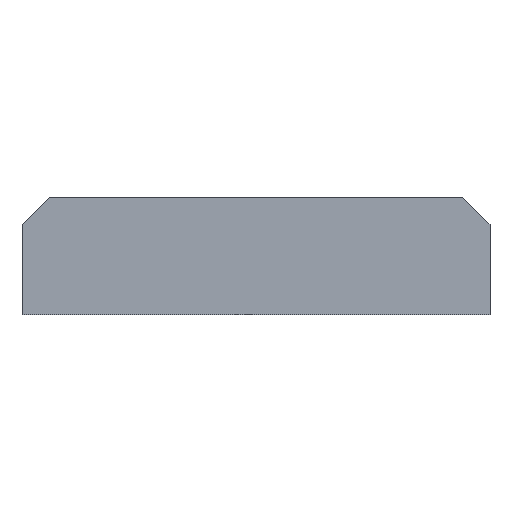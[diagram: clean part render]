
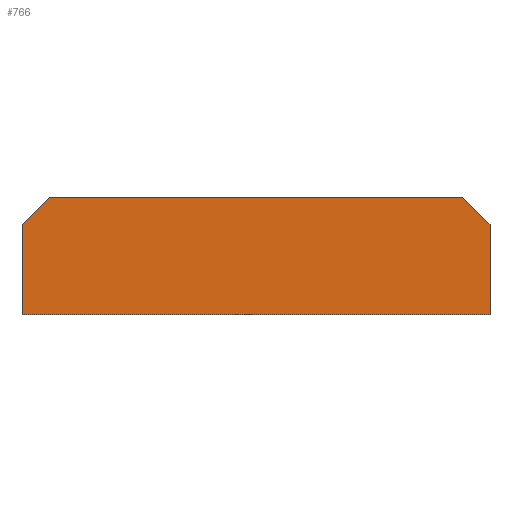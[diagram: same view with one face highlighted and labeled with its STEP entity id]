
A CAD part, left-side view. The second image highlights one B-rep face of the part: STEP entity #766.
In plain terms, the highlighted planar face has unit normal (-1, 0, 0).
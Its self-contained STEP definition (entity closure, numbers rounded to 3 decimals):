
#40=PLANE('',#849);
#76=FACE_OUTER_BOUND('',#118,.T.);
#118=EDGE_LOOP('',(#608,#609,#610,#611,#612,#613));
#175=LINE('',#1200,#255);
#181=LINE('',#1211,#261);
#187=LINE('',#1225,#267);
#189=LINE('',#1229,#269);
#192=LINE('',#1234,#272);
#193=LINE('',#1235,#273);
#255=VECTOR('',#984,10.);
#261=VECTOR('',#992,10.);
#267=VECTOR('',#1002,10.);
#269=VECTOR('',#1006,10.);
#272=VECTOR('',#1011,10.);
#273=VECTOR('',#1012,10.);
#369=VERTEX_POINT('',#1198);
#370=VERTEX_POINT('',#1199);
#374=VERTEX_POINT('',#1209);
#379=VERTEX_POINT('',#1222);
#380=VERTEX_POINT('',#1224);
#381=VERTEX_POINT('',#1228);
#455=EDGE_CURVE('',#369,#370,#175,.T.);
#461=EDGE_CURVE('',#374,#369,#181,.T.);
#467=EDGE_CURVE('',#379,#380,#187,.T.);
#469=EDGE_CURVE('',#380,#381,#189,.T.);
#472=EDGE_CURVE('',#381,#374,#192,.T.);
#473=EDGE_CURVE('',#370,#379,#193,.T.);
#608=ORIENTED_EDGE('',*,*,#455,.F.);
#609=ORIENTED_EDGE('',*,*,#461,.F.);
#610=ORIENTED_EDGE('',*,*,#472,.F.);
#611=ORIENTED_EDGE('',*,*,#469,.F.);
#612=ORIENTED_EDGE('',*,*,#467,.F.);
#613=ORIENTED_EDGE('',*,*,#473,.F.);
#766=ADVANCED_FACE('',(#76),#40,.F.);
#849=AXIS2_PLACEMENT_3D('',#1233,#1009,#1010);
#984=DIRECTION('',(0.,-0.707,0.707));
#992=DIRECTION('',(0.,0.,1.));
#1002=DIRECTION('',(0.,-0.707,-0.707));
#1006=DIRECTION('',(0.,0.,-1.));
#1009=DIRECTION('center_axis',(1.,0.,0.));
#1010=DIRECTION('ref_axis',(0.,-1.,0.));
#1011=DIRECTION('',(0.,1.,0.));
#1012=DIRECTION('',(0.,-1.,0.));
#1198=CARTESIAN_POINT('',(-44.5,17.15,-2.));
#1199=CARTESIAN_POINT('',(-44.5,15.15,0.));
#1200=CARTESIAN_POINT('',(-44.5,16.15,-1.));
#1209=CARTESIAN_POINT('',(-44.5,17.15,-8.6));
#1211=CARTESIAN_POINT('',(-44.5,17.15,0.));
#1222=CARTESIAN_POINT('',(-44.5,-15.15,0.));
#1224=CARTESIAN_POINT('',(-44.5,-17.15,-2.));
#1225=CARTESIAN_POINT('',(-44.5,-7.575,7.575));
#1228=CARTESIAN_POINT('',(-44.5,-17.15,-8.6));
#1229=CARTESIAN_POINT('',(-44.5,-17.15,0.));
#1233=CARTESIAN_POINT('Origin',(-44.5,17.15,0.));
#1234=CARTESIAN_POINT('',(-44.5,8.575,-8.6));
#1235=CARTESIAN_POINT('',(-44.5,8.575,0.));
